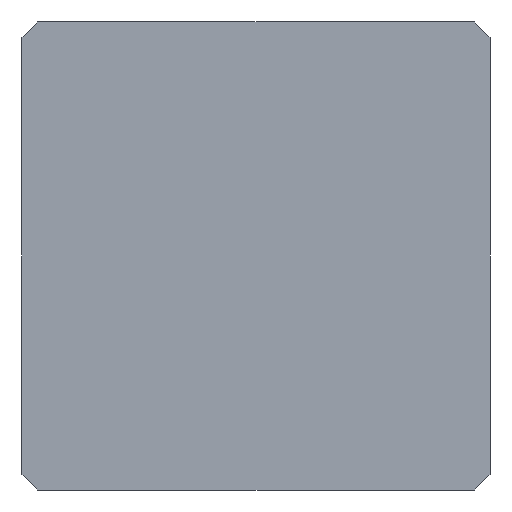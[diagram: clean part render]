
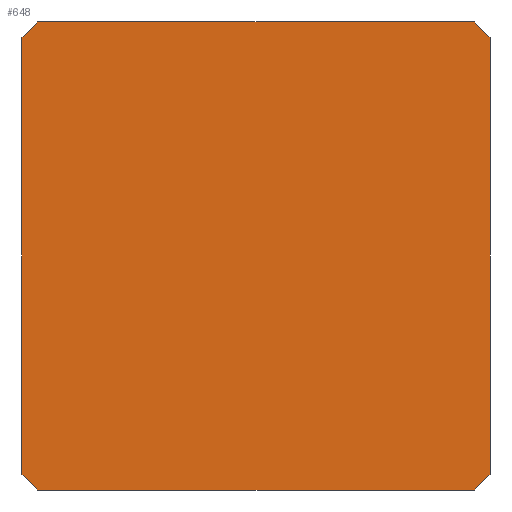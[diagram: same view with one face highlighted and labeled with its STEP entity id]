
A CAD part, front view. The second image highlights one B-rep face of the part: STEP entity #648.
In plain terms, the highlighted planar face has unit normal (0, -1, 0).
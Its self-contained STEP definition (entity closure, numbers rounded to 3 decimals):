
#41 = VERTEX_POINT ( 'NONE', #451 ) ;
#43 = LINE ( 'NONE', #843, #465 ) ;
#62 = VECTOR ( 'NONE', #777, 1000. ) ;
#71 = VECTOR ( 'NONE', #487, 1000. ) ;
#79 = ORIENTED_EDGE ( 'NONE', *, *, #448, .T. ) ;
#88 = LINE ( 'NONE', #571, #62 ) ;
#96 = DIRECTION ( 'NONE',  ( 1., 0., 0. ) ) ;
#98 = CARTESIAN_POINT ( 'NONE',  ( -150., 0., -140. ) ) ;
#109 = CARTESIAN_POINT ( 'NONE',  ( 0., 0., 0. ) ) ;
#116 = VERTEX_POINT ( 'NONE', #746 ) ;
#151 = CARTESIAN_POINT ( 'NONE',  ( 150., 0., -150. ) ) ;
#164 = ORIENTED_EDGE ( 'NONE', *, *, #469, .F. ) ;
#187 = ORIENTED_EDGE ( 'NONE', *, *, #659, .F. ) ;
#189 = ORIENTED_EDGE ( 'NONE', *, *, #381, .T. ) ;
#209 = CARTESIAN_POINT ( 'NONE',  ( 140., 0., -150. ) ) ;
#213 = EDGE_LOOP ( 'NONE', ( #388, #767, #164, #307, #187, #189, #412, #79 ) ) ;
#259 = LINE ( 'NONE', #151, #280 ) ;
#280 = VECTOR ( 'NONE', #699, 1000. ) ;
#304 = PLANE ( 'NONE',  #780 ) ;
#307 = ORIENTED_EDGE ( 'NONE', *, *, #826, .T. ) ;
#311 = DIRECTION ( 'NONE',  ( -1., 0., 0. ) ) ;
#350 = CARTESIAN_POINT ( 'NONE',  ( -150., 0., -140. ) ) ;
#371 = EDGE_CURVE ( 'NONE', #393, #799, #259, .T. ) ;
#373 = VECTOR ( 'NONE', #619, 1000. ) ;
#379 = VECTOR ( 'NONE', #311, 1000. ) ;
#381 = EDGE_CURVE ( 'NONE', #116, #799, #745, .T. ) ;
#385 = CARTESIAN_POINT ( 'NONE',  ( 140., 0., 150. ) ) ;
#388 = ORIENTED_EDGE ( 'NONE', *, *, #494, .F. ) ;
#393 = VERTEX_POINT ( 'NONE', #766 ) ;
#412 = ORIENTED_EDGE ( 'NONE', *, *, #371, .F. ) ;
#415 = CARTESIAN_POINT ( 'NONE',  ( 150., 0., -140. ) ) ;
#432 = CARTESIAN_POINT ( 'NONE',  ( -150., 0., 150. ) ) ;
#448 = EDGE_CURVE ( 'NONE', #393, #622, #43, .T. ) ;
#451 = CARTESIAN_POINT ( 'NONE',  ( -150., 0., 140. ) ) ;
#465 = VECTOR ( 'NONE', #505, 1000. ) ;
#469 = EDGE_CURVE ( 'NONE', #894, #41, #88, .T. ) ;
#487 = DIRECTION ( 'NONE',  ( -0.707, 0., -0.707 ) ) ;
#494 = EDGE_CURVE ( 'NONE', #557, #622, #823, .T. ) ;
#505 = DIRECTION ( 'NONE',  ( -0.707, 0., 0.707 ) ) ;
#523 = CARTESIAN_POINT ( 'NONE',  ( -150., 0., -150. ) ) ;
#557 = VERTEX_POINT ( 'NONE', #850 ) ;
#571 = CARTESIAN_POINT ( 'NONE',  ( -150., 0., -150. ) ) ;
#592 = DIRECTION ( 'NONE',  ( 0., 1., 0. ) ) ;
#597 = CARTESIAN_POINT ( 'NONE',  ( -140., 0., -150. ) ) ;
#599 = VECTOR ( 'NONE', #840, 1000. ) ;
#619 = DIRECTION ( 'NONE',  ( 0.707, 0., -0.707 ) ) ;
#622 = VERTEX_POINT ( 'NONE', #385 ) ;
#631 = LINE ( 'NONE', #678, #71 ) ;
#645 = DIRECTION ( 'NONE',  ( 0., 0., 1. ) ) ;
#648 = ADVANCED_FACE ( 'NONE', ( #752 ), #304, .F. ) ;
#659 = EDGE_CURVE ( 'NONE', #116, #757, #812, .T. ) ;
#678 = CARTESIAN_POINT ( 'NONE',  ( -140., 0., 150. ) ) ;
#699 = DIRECTION ( 'NONE',  ( 0., 0., -1. ) ) ;
#745 = LINE ( 'NONE', #209, #599 ) ;
#746 = CARTESIAN_POINT ( 'NONE',  ( 140., 0., -150. ) ) ;
#752 = FACE_OUTER_BOUND ( 'NONE', #213, .T. ) ;
#756 = LINE ( 'NONE', #350, #373 ) ;
#757 = VERTEX_POINT ( 'NONE', #597 ) ;
#766 = CARTESIAN_POINT ( 'NONE',  ( 150., 0., 140. ) ) ;
#767 = ORIENTED_EDGE ( 'NONE', *, *, #784, .T. ) ;
#777 = DIRECTION ( 'NONE',  ( 0., 0., 1. ) ) ;
#780 = AXIS2_PLACEMENT_3D ( 'NONE', #109, #592, #645 ) ;
#784 = EDGE_CURVE ( 'NONE', #557, #41, #631, .T. ) ;
#799 = VERTEX_POINT ( 'NONE', #415 ) ;
#807 = VECTOR ( 'NONE', #96, 1000. ) ;
#812 = LINE ( 'NONE', #523, #379 ) ;
#823 = LINE ( 'NONE', #432, #807 ) ;
#826 = EDGE_CURVE ( 'NONE', #894, #757, #756, .T. ) ;
#840 = DIRECTION ( 'NONE',  ( 0.707, 0., 0.707 ) ) ;
#843 = CARTESIAN_POINT ( 'NONE',  ( 150., 0., 140. ) ) ;
#850 = CARTESIAN_POINT ( 'NONE',  ( -140., 0., 150. ) ) ;
#894 = VERTEX_POINT ( 'NONE', #98 ) ;
